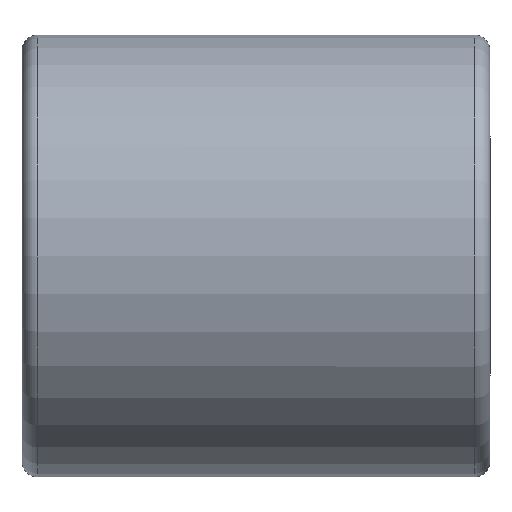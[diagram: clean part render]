
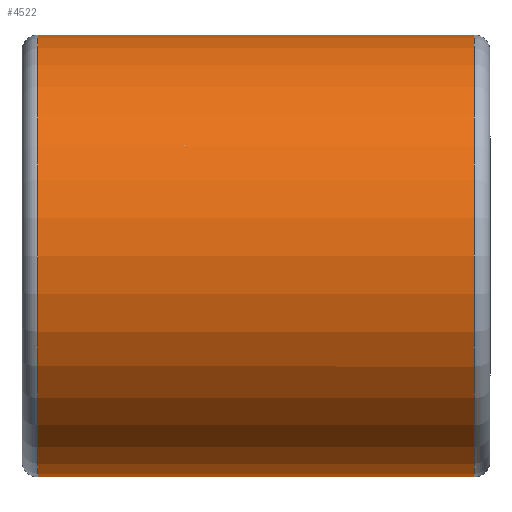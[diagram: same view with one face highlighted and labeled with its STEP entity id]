
A CAD part, front view. The second image highlights one B-rep face of the part: STEP entity #4522.
In plain terms, the highlighted cylindrical face has radius 42.5 mm (diameter 85 mm), a partial arc.
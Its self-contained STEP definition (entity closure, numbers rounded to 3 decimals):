
#3 = DIRECTION ( 'NONE',  ( 0., 0., 1. ) ) ;
#374 = CIRCLE ( 'NONE', #4812, 42.5 ) ;
#481 = ORIENTED_EDGE ( 'NONE', *, *, #6524, .F. ) ;
#505 = DIRECTION ( 'NONE',  ( -1., 0., 0. ) ) ;
#601 = ORIENTED_EDGE ( 'NONE', *, *, #5071, .T. ) ;
#1068 = VERTEX_POINT ( 'NONE', #3038 ) ;
#1274 = LINE ( 'NONE', #5958, #4070 ) ;
#1441 = VECTOR ( 'NONE', #6656, 1000. ) ;
#1533 = CARTESIAN_POINT ( 'NONE',  ( 3., 0., 0. ) ) ;
#2070 = CARTESIAN_POINT ( 'NONE',  ( 87., 0., 0. ) ) ;
#2078 = DIRECTION ( 'NONE',  ( 0., 0., -1. ) ) ;
#2310 = CARTESIAN_POINT ( 'NONE',  ( 87., 0., 42.5 ) ) ;
#2314 = CARTESIAN_POINT ( 'NONE',  ( 87., 0., -42.5 ) ) ;
#2374 = VERTEX_POINT ( 'NONE', #2310 ) ;
#2602 = DIRECTION ( 'NONE',  ( 0., 0., 1. ) ) ;
#2702 = ORIENTED_EDGE ( 'NONE', *, *, #5317, .T. ) ;
#2854 = LINE ( 'NONE', #2980, #1441 ) ;
#2980 = CARTESIAN_POINT ( 'NONE',  ( 0., 0., -42.5 ) ) ;
#3038 = CARTESIAN_POINT ( 'NONE',  ( 3., 0., -42.5 ) ) ;
#3163 = CIRCLE ( 'NONE', #4516, 42.5 ) ;
#3435 = VERTEX_POINT ( 'NONE', #2314 ) ;
#3598 = CARTESIAN_POINT ( 'NONE',  ( 3., 0., 42.5 ) ) ;
#3903 = AXIS2_PLACEMENT_3D ( 'NONE', #6815, #505, #3 ) ;
#4070 = VECTOR ( 'NONE', #4882, 1000. ) ;
#4516 = AXIS2_PLACEMENT_3D ( 'NONE', #2070, #5757, #2602 ) ;
#4522 = ADVANCED_FACE ( 'NONE', ( #4607 ), #6737, .T. ) ;
#4607 = FACE_OUTER_BOUND ( 'NONE', #6342, .T. ) ;
#4812 = AXIS2_PLACEMENT_3D ( 'NONE', #1533, #5237, #2078 ) ;
#4882 = DIRECTION ( 'NONE',  ( -1., 0., 0. ) ) ;
#4978 = ORIENTED_EDGE ( 'NONE', *, *, #5633, .T. ) ;
#5071 = EDGE_CURVE ( 'NONE', #5642, #1068, #374, .T. ) ;
#5237 = DIRECTION ( 'NONE',  ( 1., 0., 0. ) ) ;
#5317 = EDGE_CURVE ( 'NONE', #2374, #5642, #1274, .T. ) ;
#5633 = EDGE_CURVE ( 'NONE', #3435, #2374, #3163, .T. ) ;
#5642 = VERTEX_POINT ( 'NONE', #3598 ) ;
#5757 = DIRECTION ( 'NONE',  ( -1., 0., 0. ) ) ;
#5958 = CARTESIAN_POINT ( 'NONE',  ( 0., 0., 42.5 ) ) ;
#6342 = EDGE_LOOP ( 'NONE', ( #481, #4978, #2702, #601 ) ) ;
#6524 = EDGE_CURVE ( 'NONE', #3435, #1068, #2854, .T. ) ;
#6656 = DIRECTION ( 'NONE',  ( -1., 0., 0. ) ) ;
#6737 = CYLINDRICAL_SURFACE ( 'NONE', #3903, 42.5 ) ;
#6815 = CARTESIAN_POINT ( 'NONE',  ( 0., 0., 0. ) ) ;
